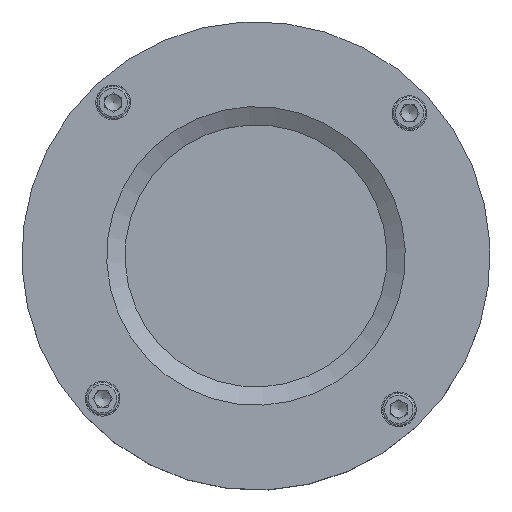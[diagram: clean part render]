
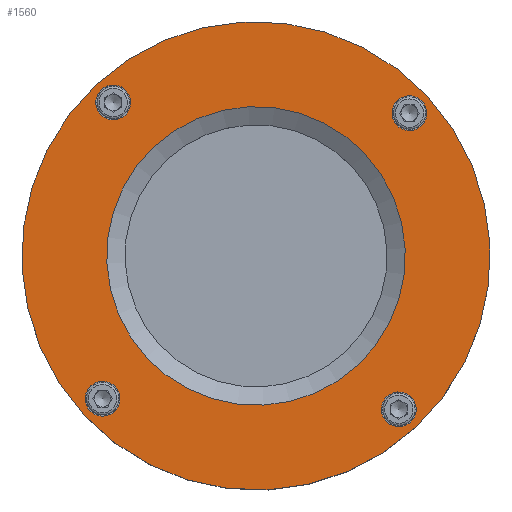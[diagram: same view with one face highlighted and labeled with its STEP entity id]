
A CAD part, top view. The second image highlights one B-rep face of the part: STEP entity #1560.
In plain terms, the highlighted planar face has unit normal (0, 0, 1).
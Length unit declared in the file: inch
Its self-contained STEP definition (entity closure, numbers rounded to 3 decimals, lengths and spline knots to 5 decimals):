
#52=FACE_BOUND('',#467,.T.);
#53=FACE_BOUND('',#468,.T.);
#54=FACE_BOUND('',#469,.T.);
#55=FACE_BOUND('',#470,.T.);
#56=FACE_BOUND('',#471,.T.);
#344=FACE_OUTER_BOUND('',#466,.T.);
#466=EDGE_LOOP('',(#1120));
#467=EDGE_LOOP('',(#1121));
#468=EDGE_LOOP('',(#1122));
#469=EDGE_LOOP('',(#1123));
#470=EDGE_LOOP('',(#1124));
#471=EDGE_LOOP('',(#1125));
#613=CIRCLE('',#1719,2.235);
#614=CIRCLE('',#1720,1.425);
#615=CIRCLE('',#1721,0.166);
#616=CIRCLE('',#1722,0.166);
#617=CIRCLE('',#1723,0.166);
#618=CIRCLE('',#1724,0.166);
#719=VERTEX_POINT('',#2496);
#720=VERTEX_POINT('',#2498);
#721=VERTEX_POINT('',#2500);
#722=VERTEX_POINT('',#2502);
#723=VERTEX_POINT('',#2504);
#724=VERTEX_POINT('',#2506);
#873=EDGE_CURVE('',#719,#719,#613,.T.);
#874=EDGE_CURVE('',#720,#720,#614,.T.);
#875=EDGE_CURVE('',#721,#721,#615,.T.);
#876=EDGE_CURVE('',#722,#722,#616,.T.);
#877=EDGE_CURVE('',#723,#723,#617,.T.);
#878=EDGE_CURVE('',#724,#724,#618,.T.);
#1120=ORIENTED_EDGE('',*,*,#873,.F.);
#1121=ORIENTED_EDGE('',*,*,#874,.T.);
#1122=ORIENTED_EDGE('',*,*,#875,.T.);
#1123=ORIENTED_EDGE('',*,*,#876,.T.);
#1124=ORIENTED_EDGE('',*,*,#877,.T.);
#1125=ORIENTED_EDGE('',*,*,#878,.T.);
#1364=PLANE('',#1718);
#1560=ADVANCED_FACE('',(#344,#52,#53,#54,#55,#56),#1364,.F.);
#1718=AXIS2_PLACEMENT_3D('',#2495,#2029,#2030);
#1719=AXIS2_PLACEMENT_3D('',#2497,#2031,#2032);
#1720=AXIS2_PLACEMENT_3D('',#2499,#2033,#2034);
#1721=AXIS2_PLACEMENT_3D('',#2501,#2035,#2036);
#1722=AXIS2_PLACEMENT_3D('',#2503,#2037,#2038);
#1723=AXIS2_PLACEMENT_3D('',#2505,#2039,#2040);
#1724=AXIS2_PLACEMENT_3D('',#2507,#2041,#2042);
#2029=DIRECTION('center_axis',(0.,0.,
-1.));
#2030=DIRECTION('ref_axis',(-0.732,-0.681,0.));
#2031=DIRECTION('center_axis',(0.,0.,
-1.));
#2032=DIRECTION('ref_axis',(-0.732,-0.681,0.));
#2033=DIRECTION('center_axis',(0.,0.,
-1.));
#2034=DIRECTION('ref_axis',(-0.681,0.732,0.));
#2035=DIRECTION('center_axis',(0.,0.,
-1.));
#2036=DIRECTION('ref_axis',(0.681,-0.732,0.));
#2037=DIRECTION('center_axis',(0.,0.,
-1.));
#2038=DIRECTION('ref_axis',(-0.732,-0.681,0.));
#2039=DIRECTION('center_axis',(0.,0.,
-1.));
#2040=DIRECTION('ref_axis',(-0.681,0.732,0.));
#2041=DIRECTION('center_axis',(0.,0.,
-1.));
#2042=DIRECTION('ref_axis',(0.732,0.681,0.));
#2495=CARTESIAN_POINT('Origin',(-0.66909,0.29386,0.75024));
#2496=CARTESIAN_POINT('',(0.96698,1.81652,0.75024));
#2497=CARTESIAN_POINT('Origin',(-0.66909,0.29386,0.75024));
#2498=CARTESIAN_POINT('',(-1.63992,1.33699,0.75024));
#2499=CARTESIAN_POINT('Origin',(-0.66909,0.29386,0.75024));
#2500=CARTESIAN_POINT('',(0.80656,-1.29171,0.75024));
#2501=CARTESIAN_POINT('Origin',(0.69347,-1.17019,0.75024));
#2502=CARTESIAN_POINT('',(-2.25466,-1.1818,0.75024));
#2503=CARTESIAN_POINT('Origin',(-2.13314,-1.0687,0.75024));
#2504=CARTESIAN_POINT('',(-2.14475,1.87942,0.75024));
#2505=CARTESIAN_POINT('Origin',(-2.03165,1.7579,0.75024));
#2506=CARTESIAN_POINT('',(0.91647,1.76951,0.75024));
#2507=CARTESIAN_POINT('Origin',(0.79495,1.65642,0.75024));
